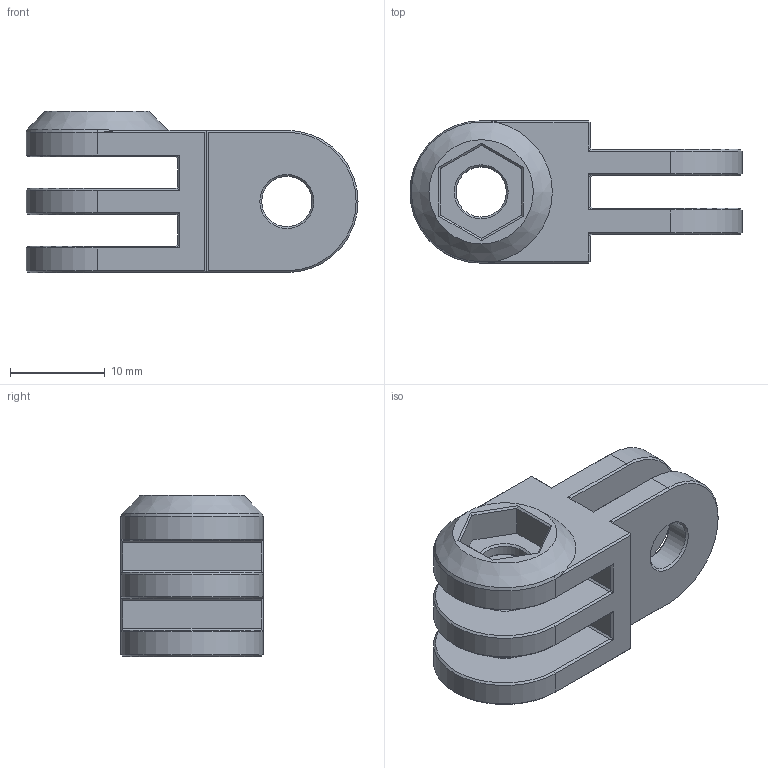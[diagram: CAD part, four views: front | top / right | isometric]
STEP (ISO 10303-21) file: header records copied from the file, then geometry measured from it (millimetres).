
FILE_DESCRIPTION(/* description */ (''),/* implementation_level */ '2;1');
FILE_NAME(/* name */ 'Axis Changer.step',/* time_stamp */ '2019-07-26T23:16:46+10:00',/* author */ (''),/* organization */ (''),/* preprocessor_version */ 'ST-DEVELOPER v18',/* originating_system */ 'Autodesk Translation Framework v8.2.0.1029',/* authorisation */ '');
FILE_SCHEMA (('AUTOMOTIVE_DESIGN { 1 0 10303 214 3 1 1 }'));
Length unit declared in the file: millimetre
Products named in the file (2): Arm; Axis Changer
Assembly tree (1 placements, depth 2):
  Arm
    Axis Changer
Bounding box: 35 x 15 x 17 mm (x, y, z)
Volume: 3462.8 mm3; surface area: 3179.6 mm2
Topology: 1 solids, 1 shells, 124 faces, 265 edges, 144 vertices
Faces by surface type: plane 91, cone 21, cylinder 10, bspline 2
Full cylindrical faces by diameter (mm): 5.3 x5
Entity records: 3303 total; most frequent: CARTESIAN_POINT 598, DIRECTION 552, ORIENTED_EDGE 530, EDGE_CURVE 265, LINE 216, VECTOR 216, AXIS2_PLACEMENT_3D 168, VERTEX_POINT 144
